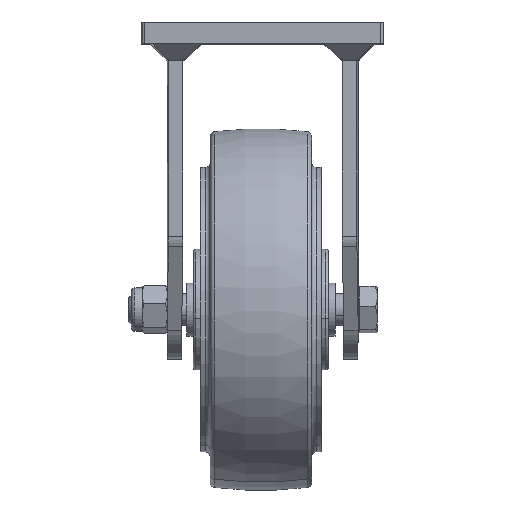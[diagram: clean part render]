
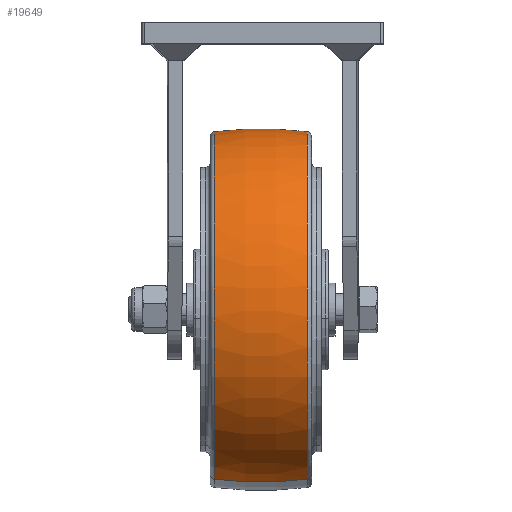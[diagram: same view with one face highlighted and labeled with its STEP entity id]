
A CAD part, top view. The second image highlights one B-rep face of the part: STEP entity #19649.
In plain terms, the highlighted toroidal (fillet/blend) face has major radius 72.75 mm and minor radius 147.75 mm.
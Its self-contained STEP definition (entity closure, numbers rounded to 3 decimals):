
#1 = CIRCLE ( 'NONE', #20703, 147.75 ) ;
#551 = CARTESIAN_POINT ( 'NONE',  ( 68.511, -119., -87.5 ) ) ;
#2364 = DIRECTION ( 'NONE',  ( 0., 0.301, 0.953 ) ) ;
#2806 = CIRCLE ( 'NONE', #26405, 73.739 ) ;
#3229 = DIRECTION ( 'NONE',  ( 0., 0.953, -0.301 ) ) ;
#4627 = EDGE_CURVE ( 'NONE', #17950, #5692, #1, .T. ) ;
#4960 = DIRECTION ( 'NONE',  ( -1., 0., 0. ) ) ;
#5233 = DIRECTION ( 'NONE',  ( 1., 0., 0. ) ) ;
#5692 = VERTEX_POINT ( 'NONE', #8298 ) ;
#6415 = EDGE_CURVE ( 'NONE', #24601, #15709, #26090, .T. ) ;
#7241 = ORIENTED_EDGE ( 'NONE', *, *, #6415, .T. ) ;
#7972 = CARTESIAN_POINT ( 'NONE',  ( 29.989, -189.309, -65.271 ) ) ;
#8198 = CARTESIAN_POINT ( 'NONE',  ( 29.989, -48.691, -109.729 ) ) ;
#8298 = CARTESIAN_POINT ( 'NONE',  ( 68.511, -48.691, -109.729 ) ) ;
#8611 = ORIENTED_EDGE ( 'NONE', *, *, #20667, .T. ) ;
#12328 = AXIS2_PLACEMENT_3D ( 'NONE', #26551, #2364, #13400 ) ;
#13080 = TOROIDAL_SURFACE ( 'NONE', #16969, -72.75, 147.75 ) ;
#13400 = DIRECTION ( 'NONE',  ( 0., -0.953, 0.301 ) ) ;
#14373 = CARTESIAN_POINT ( 'NONE',  ( 49.25, -188.366, -65.57 ) ) ;
#14956 = CARTESIAN_POINT ( 'NONE',  ( 29.989, -119., -87.5 ) ) ;
#15709 = VERTEX_POINT ( 'NONE', #16322 ) ;
#16322 = CARTESIAN_POINT ( 'NONE',  ( 68.511, -189.309, -65.271 ) ) ;
#16534 = EDGE_CURVE ( 'NONE', #15709, #5692, #16880, .T. ) ;
#16880 = CIRCLE ( 'NONE', #17086, 73.739 ) ;
#16969 = AXIS2_PLACEMENT_3D ( 'NONE', #18418, #5233, #3229 ) ;
#17086 = AXIS2_PLACEMENT_3D ( 'NONE', #551, #4960, #20121 ) ;
#17871 = ORIENTED_EDGE ( 'NONE', *, *, #4627, .F. ) ;
#17950 = VERTEX_POINT ( 'NONE', #8198 ) ;
#18418 = CARTESIAN_POINT ( 'NONE',  ( 49.25, -119., -87.5 ) ) ;
#18810 = FACE_OUTER_BOUND ( 'NONE', #24778, .T. ) ;
#19649 = ADVANCED_FACE ( 'NONE', ( #18810 ), #13080, .T. ) ;
#20121 = DIRECTION ( 'NONE',  ( 0., -0.953, 0.301 ) ) ;
#20667 = EDGE_CURVE ( 'NONE', #17950, #24601, #2806, .T. ) ;
#20703 = AXIS2_PLACEMENT_3D ( 'NONE', #14373, #27158, #23192 ) ;
#21563 = ORIENTED_EDGE ( 'NONE', *, *, #16534, .T. ) ;
#23192 = DIRECTION ( 'NONE',  ( 0., 0.953, -0.301 ) ) ;
#23474 = DIRECTION ( 'NONE',  ( 1., 0., 0. ) ) ;
#24601 = VERTEX_POINT ( 'NONE', #7972 ) ;
#24778 = EDGE_LOOP ( 'NONE', ( #8611, #7241, #21563, #17871 ) ) ;
#26090 = CIRCLE ( 'NONE', #12328, 147.75 ) ;
#26405 = AXIS2_PLACEMENT_3D ( 'NONE', #14956, #23474, #27838 ) ;
#26551 = CARTESIAN_POINT ( 'NONE',  ( 49.25, -49.634, -109.43 ) ) ;
#27158 = DIRECTION ( 'NONE',  ( 0., -0.301, -0.953 ) ) ;
#27838 = DIRECTION ( 'NONE',  ( 0., 0.953, -0.301 ) ) ;
